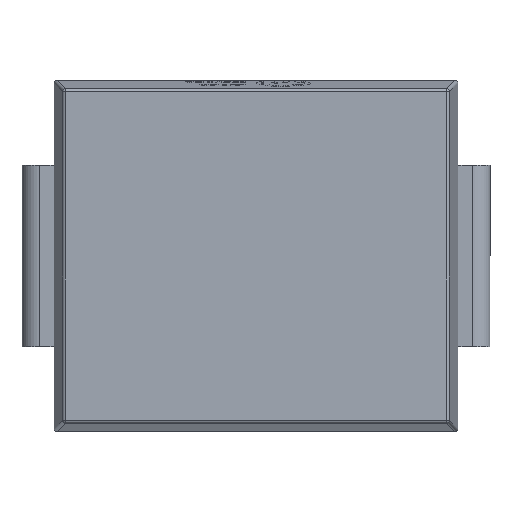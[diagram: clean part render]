
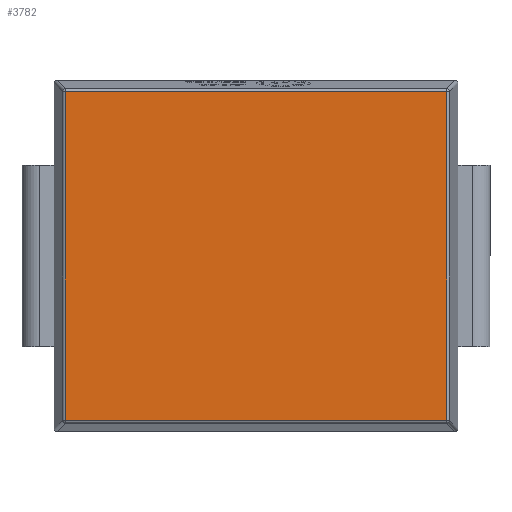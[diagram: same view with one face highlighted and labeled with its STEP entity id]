
A CAD part, top view. The second image highlights one B-rep face of the part: STEP entity #3782.
In plain terms, the highlighted planar face has unit normal (0, 0, 1).
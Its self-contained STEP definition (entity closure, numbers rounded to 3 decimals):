
#1156 = DIRECTION ( 'NONE',  ( 1., 0., 0. ) ) ;
#1288 = ORIENTED_EDGE ( 'NONE', *, *, #8115, .T. ) ;
#1861 = EDGE_CURVE ( 'NONE', #14100, #2092, #7008, .T. ) ;
#1869 = DIRECTION ( 'NONE',  ( 0., -1., 0. ) ) ;
#2092 = VERTEX_POINT ( 'NONE', #14267 ) ;
#2653 = VECTOR ( 'NONE', #5338, 1000. ) ;
#3536 = CARTESIAN_POINT ( 'NONE',  ( 3.3, -2.808, 2.1 ) ) ;
#3782 = ADVANCED_FACE ( 'NONE', ( #13103 ), #5800, .F. ) ;
#3906 = VECTOR ( 'NONE', #1869, 1000. ) ;
#4417 = CARTESIAN_POINT ( 'NONE',  ( -3.258, 2.808, 2.1 ) ) ;
#4895 = ORIENTED_EDGE ( 'NONE', *, *, #11782, .T. ) ;
#4954 = AXIS2_PLACEMENT_3D ( 'NONE', #7532, #13604, #13525 ) ;
#5086 = EDGE_CURVE ( 'NONE', #2092, #13968, #12018, .T. ) ;
#5284 = CARTESIAN_POINT ( 'NONE',  ( -3.258, -2.85, 2.1 ) ) ;
#5338 = DIRECTION ( 'NONE',  ( -1., 0., 0. ) ) ;
#5584 = LINE ( 'NONE', #7822, #2653 ) ;
#5800 = PLANE ( 'NONE',  #4954 ) ;
#5840 = VERTEX_POINT ( 'NONE', #4417 ) ;
#6255 = VECTOR ( 'NONE', #10611, 1000. ) ;
#7008 = LINE ( 'NONE', #3536, #7279 ) ;
#7279 = VECTOR ( 'NONE', #1156, 1000. ) ;
#7532 = CARTESIAN_POINT ( 'NONE',  ( 0., 0., 2.1 ) ) ;
#7570 = CARTESIAN_POINT ( 'NONE',  ( -3.258, -2.808, 2.1 ) ) ;
#7822 = CARTESIAN_POINT ( 'NONE',  ( -3.3, 2.808, 2.1 ) ) ;
#8115 = EDGE_CURVE ( 'NONE', #5840, #14100, #14895, .T. ) ;
#8195 = CARTESIAN_POINT ( 'NONE',  ( 3.258, 2.85, 2.1 ) ) ;
#10611 = DIRECTION ( 'NONE',  ( 0., 1., 0. ) ) ;
#10653 = ORIENTED_EDGE ( 'NONE', *, *, #5086, .T. ) ;
#11782 = EDGE_CURVE ( 'NONE', #13968, #5840, #5584, .T. ) ;
#12018 = LINE ( 'NONE', #8195, #6255 ) ;
#13103 = FACE_OUTER_BOUND ( 'NONE', #14024, .T. ) ;
#13525 = DIRECTION ( 'NONE',  ( -1., 0., 0. ) ) ;
#13604 = DIRECTION ( 'NONE',  ( 0., 0., -1. ) ) ;
#13968 = VERTEX_POINT ( 'NONE', #14812 ) ;
#14024 = EDGE_LOOP ( 'NONE', ( #10653, #4895, #1288, #15223 ) ) ;
#14100 = VERTEX_POINT ( 'NONE', #7570 ) ;
#14267 = CARTESIAN_POINT ( 'NONE',  ( 3.258, -2.808, 2.1 ) ) ;
#14812 = CARTESIAN_POINT ( 'NONE',  ( 3.258, 2.808, 2.1 ) ) ;
#14895 = LINE ( 'NONE', #5284, #3906 ) ;
#15223 = ORIENTED_EDGE ( 'NONE', *, *, #1861, .T. ) ;
